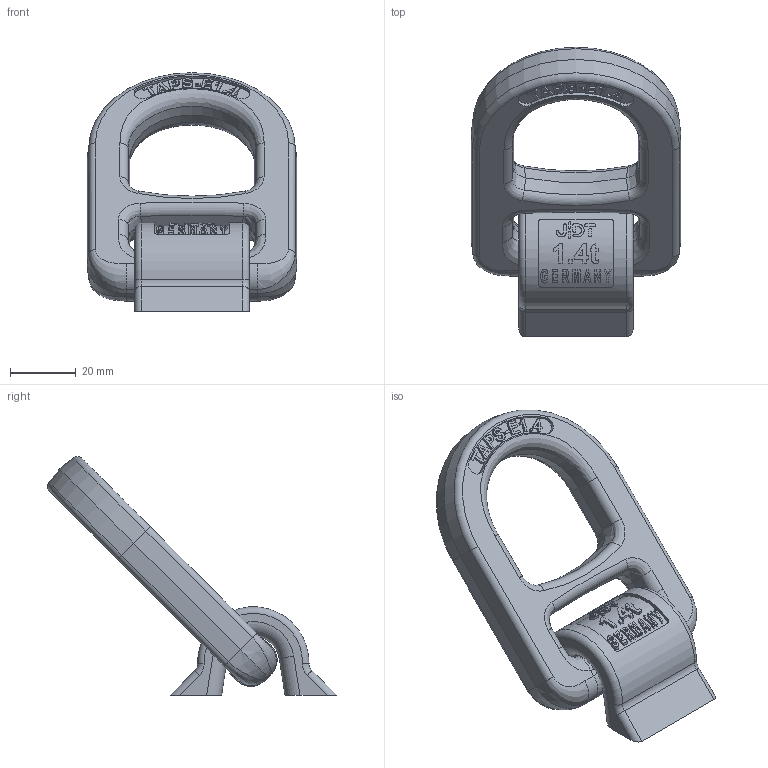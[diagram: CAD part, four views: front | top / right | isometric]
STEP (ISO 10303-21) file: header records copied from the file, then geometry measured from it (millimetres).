
FILE_DESCRIPTION(/* description */ (''),/* implementation_level */ '2;1');
FILE_NAME(/* name */ 'TAPS-E 1.4 45°.stp',/* time_stamp */ '2022-05-20T09:28:58+02:00',/* author */ (''),/* organization */ (''),/* preprocessor_version */ 'ST-DEVELOPER v16',/* originating_system */ 'SIEMENS PLM Software NX 11.0',/* authorisation */ '');
FILE_SCHEMA (('AUTOMOTIVE_DESIGN { 1 0 10303 214 3 1 1 1 }'));
Length unit declared in the file: millimetre
Products named in the file (1): CAD0056394_001_TAPS-E 1.4
Bounding box: 64 x 88.18 x 72.78 mm (x, y, z)
Volume: 62543.5 mm3; surface area: 18938.8 mm2
Topology: 2 solids, 2 shells, 454 faces, 1150 edges, 732 vertices
Faces by surface type: plane 233, cylinder 90, extrusion 51, bspline 50, cone 16, torus 14
Entity records: 17138 total; most frequent: CARTESIAN_POINT 6707, ORIENTED_EDGE 2300, DIRECTION 1907, EDGE_CURVE 1150, VERTEX_POINT 732, VECTOR 659, AXIS2_PLACEMENT_3D 624, LINE 608
